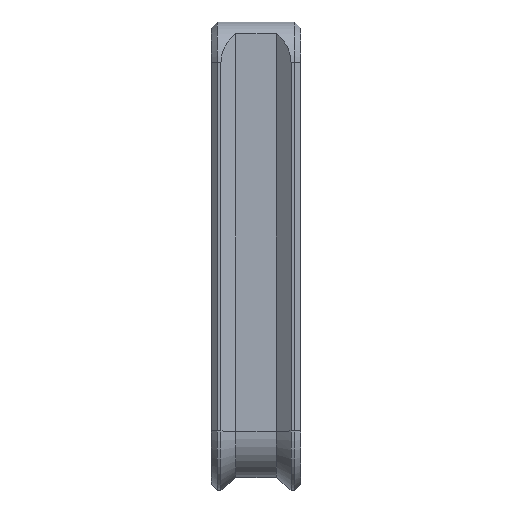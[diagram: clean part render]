
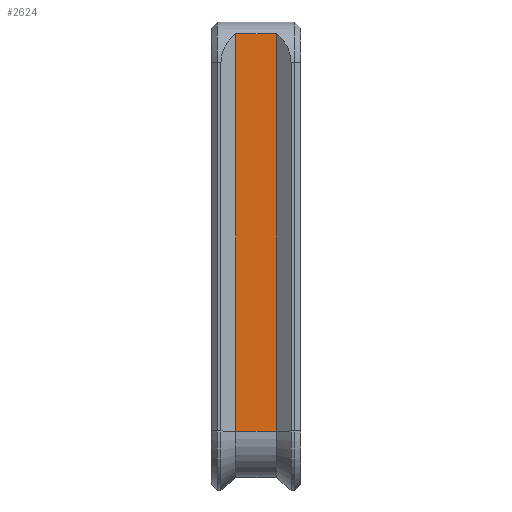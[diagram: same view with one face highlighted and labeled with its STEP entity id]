
A CAD part, left-side view. The second image highlights one B-rep face of the part: STEP entity #2624.
In plain terms, the highlighted planar face has unit normal (-1, 0, 0).
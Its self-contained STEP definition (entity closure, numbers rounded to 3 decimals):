
#118=PLANE('',#2902);
#380=FACE_OUTER_BOUND('',#544,.T.);
#544=EDGE_LOOP('',(#2226,#2227,#2228,#2229));
#778=LINE('',#4538,#1002);
#781=LINE('',#4544,#1005);
#782=LINE('',#4546,#1006);
#783=LINE('',#4547,#1007);
#1002=VECTOR('',#3561,10.);
#1005=VECTOR('',#3568,10.);
#1006=VECTOR('',#3569,10.);
#1007=VECTOR('',#3570,10.);
#1201=VERTEX_POINT('',#4356);
#1251=VERTEX_POINT('',#4536);
#1252=VERTEX_POINT('',#4543);
#1253=VERTEX_POINT('',#4545);
#1585=EDGE_CURVE('',#1251,#1201,#778,.T.);
#1588=EDGE_CURVE('',#1201,#1252,#781,.T.);
#1589=EDGE_CURVE('',#1251,#1253,#782,.T.);
#1590=EDGE_CURVE('',#1253,#1252,#783,.T.);
#2226=ORIENTED_EDGE('',*,*,#1588,.F.);
#2227=ORIENTED_EDGE('',*,*,#1585,.F.);
#2228=ORIENTED_EDGE('',*,*,#1589,.T.);
#2229=ORIENTED_EDGE('',*,*,#1590,.T.);
#2624=ADVANCED_FACE('',(#380),#118,.T.);
#2902=AXIS2_PLACEMENT_3D('',#4542,#3566,#3567);
#3561=DIRECTION('',(0.,0.,-1.));
#3566=DIRECTION('center_axis',(-1.,0.,0.));
#3567=DIRECTION('ref_axis',(0.,1.,0.));
#3568=DIRECTION('',(0.,1.,0.));
#3569=DIRECTION('',(0.,1.,0.));
#3570=DIRECTION('',(0.,0.,-1.));
#4356=CARTESIAN_POINT('',(-189.245,5.,-235.287));
#4536=CARTESIAN_POINT('',(-189.245,5.,-137.914));
#4538=CARTESIAN_POINT('',(-189.245,5.,-134.834));
#4542=CARTESIAN_POINT('Origin',(-189.245,7.,-134.834));
#4543=CARTESIAN_POINT('',(-189.245,15.,-235.287));
#4544=CARTESIAN_POINT('',(-189.245,9.,-235.287));
#4545=CARTESIAN_POINT('',(-189.245,15.,-137.914));
#4546=CARTESIAN_POINT('',(-189.245,-1.,-137.914));
#4547=CARTESIAN_POINT('',(-189.245,15.,-134.834));
